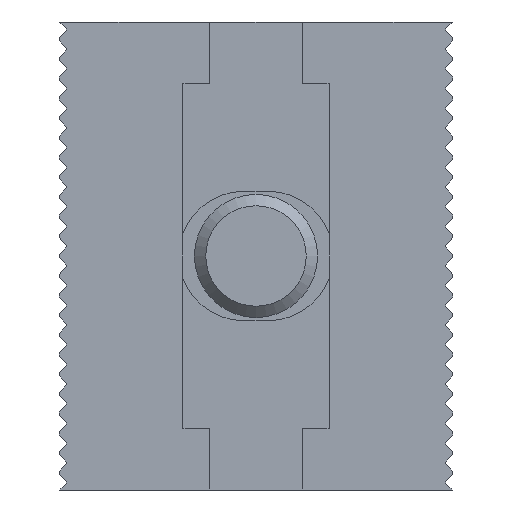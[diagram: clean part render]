
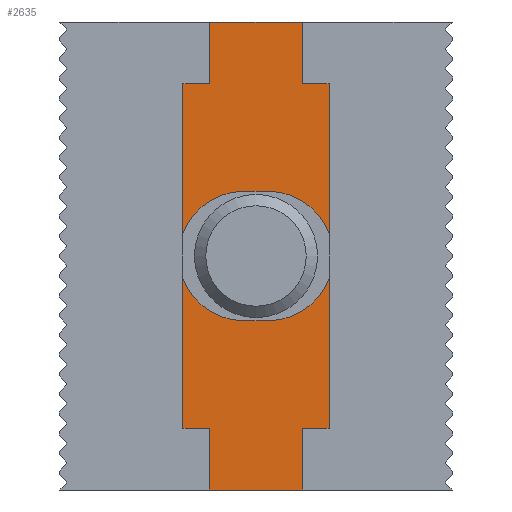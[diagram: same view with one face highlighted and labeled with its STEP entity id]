
A CAD part, front view. The second image highlights one B-rep face of the part: STEP entity #2635.
In plain terms, the highlighted planar face has unit normal (0, -1, 0).
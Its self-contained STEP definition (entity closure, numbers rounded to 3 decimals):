
#2635 = ADVANCED_FACE( '', ( #6014, #6015 ), #6016, .F. );
#6014 = FACE_BOUND( '', #10176, .T. );
#6015 = FACE_OUTER_BOUND( '', #10177, .T. );
#6016 = PLANE( '', #10178 );
#10176 = EDGE_LOOP( '', ( #18352, #18353, #18354, #18355 ) );
#10177 = EDGE_LOOP( '', ( #18356, #18357, #18358, #18359, #18360, #18361, #18362, #18363, #18364, #18365, #18366, #18367 ) );
#10178 = AXIS2_PLACEMENT_3D( '', #18368, #18369, #18370 );
#18352 = ORIENTED_EDGE( '', *, *, #28063, .T. );
#18353 = ORIENTED_EDGE( '', *, *, #29443, .T. );
#18354 = ORIENTED_EDGE( '', *, *, #26846, .T. );
#18355 = ORIENTED_EDGE( '', *, *, #29444, .T. );
#18356 = ORIENTED_EDGE( '', *, *, #29445, .T. );
#18357 = ORIENTED_EDGE( '', *, *, #27172, .F. );
#18358 = ORIENTED_EDGE( '', *, *, #29446, .T. );
#18359 = ORIENTED_EDGE( '', *, *, #29447, .T. );
#18360 = ORIENTED_EDGE( '', *, *, #29448, .T. );
#18361 = ORIENTED_EDGE( '', *, *, #29449, .F. );
#18362 = ORIENTED_EDGE( '', *, *, #29450, .F. );
#18363 = ORIENTED_EDGE( '', *, *, #29451, .F. );
#18364 = ORIENTED_EDGE( '', *, *, #29452, .F. );
#18365 = ORIENTED_EDGE( '', *, *, #27947, .T. );
#18366 = ORIENTED_EDGE( '', *, *, #29453, .F. );
#18367 = ORIENTED_EDGE( '', *, *, #26760, .T. );
#18368 = CARTESIAN_POINT( '', ( -8.44, 0., 19. ) );
#18369 = DIRECTION( '', ( 0., 1., 0. ) );
#18370 = DIRECTION( '', ( 0., 0., 1. ) );
#26760 = EDGE_CURVE( '', #32632, #32630, #32633, .T. );
#26846 = EDGE_CURVE( '', #32772, #32776, #32778, .T. );
#27172 = EDGE_CURVE( '', #33377, #33379, #33380, .T. );
#27947 = EDGE_CURVE( '', #34685, #34682, #34686, .T. );
#28063 = EDGE_CURVE( '', #34866, #34870, #34872, .T. );
#29443 = EDGE_CURVE( '', #34870, #32772, #37010, .T. );
#29444 = EDGE_CURVE( '', #32776, #34866, #37011, .T. );
#29445 = EDGE_CURVE( '', #32630, #33379, #37012, .T. );
#29446 = EDGE_CURVE( '', #33377, #37013, #37014, .T. );
#29447 = EDGE_CURVE( '', #37013, #37015, #37016, .T. );
#29448 = EDGE_CURVE( '', #37015, #37017, #37018, .T. );
#29449 = EDGE_CURVE( '', #37019, #37017, #37020, .T. );
#29450 = EDGE_CURVE( '', #37021, #37019, #37022, .T. );
#29451 = EDGE_CURVE( '', #37023, #37021, #37024, .T. );
#29452 = EDGE_CURVE( '', #34685, #37023, #37025, .T. );
#29453 = EDGE_CURVE( '', #32632, #34682, #37026, .T. );
#32630 = VERTEX_POINT( '', #41189 );
#32632 = VERTEX_POINT( '', #41192 );
#32633 = LINE( '', #41193, #41194 );
#32772 = VERTEX_POINT( '', #41394 );
#32776 = VERTEX_POINT( '', #41400 );
#32778 = LINE( '', #41403, #41404 );
#33377 = VERTEX_POINT( '', #42294 );
#33379 = VERTEX_POINT( '', #42297 );
#33380 = LINE( '', #42298, #42299 );
#34682 = VERTEX_POINT( '', #44223 );
#34685 = VERTEX_POINT( '', #44227 );
#34686 = LINE( '', #44228, #44229 );
#34866 = VERTEX_POINT( '', #44493 );
#34870 = VERTEX_POINT( '', #44499 );
#34872 = LINE( '', #44502, #44503 );
#37010 = CIRCLE( '', #47763, 5.25 );
#37011 = CIRCLE( '', #47764, 5.25 );
#37012 = LINE( '', #47765, #47766 );
#37013 = VERTEX_POINT( '', #47767 );
#37014 = LINE( '', #47768, #47769 );
#37015 = VERTEX_POINT( '', #47770 );
#37016 = LINE( '', #47771, #47772 );
#37017 = VERTEX_POINT( '', #47773 );
#37018 = LINE( '', #47774, #47775 );
#37019 = VERTEX_POINT( '', #47776 );
#37020 = LINE( '', #47777, #47778 );
#37021 = VERTEX_POINT( '', #47779 );
#37022 = LINE( '', #47780, #47781 );
#37023 = VERTEX_POINT( '', #47782 );
#37024 = LINE( '', #47783, #47784 );
#37025 = LINE( '', #47785, #47786 );
#37026 = LINE( '', #47787, #47788 );
#41189 = CARTESIAN_POINT( '', ( -8.44, 0., -14. ) );
#41192 = CARTESIAN_POINT( '', ( -8.44, 0., 14. ) );
#41193 = CARTESIAN_POINT( '', ( -8.44, 0., 19. ) );
#41194 = VECTOR( '', #52160, 1000. );
#41394 = CARTESIAN_POINT( '', ( -1., 0., 5.25 ) );
#41400 = CARTESIAN_POINT( '', ( 1., 0., 5.25 ) );
#41403 = CARTESIAN_POINT( '', ( -1., 0., 5.25 ) );
#41404 = VECTOR( '', #52231, 1000. );
#42294 = CARTESIAN_POINT( '', ( -6.099, 0., -19. ) );
#42297 = CARTESIAN_POINT( '', ( -6.099, 0., -14. ) );
#42298 = CARTESIAN_POINT( '', ( -6.099, 0., -19. ) );
#42299 = VECTOR( '', #52530, 1000. );
#44223 = CARTESIAN_POINT( '', ( -6.099, 0., 14. ) );
#44227 = CARTESIAN_POINT( '', ( -6.099, 0., 19. ) );
#44228 = CARTESIAN_POINT( '', ( -6.099, 0., 19. ) );
#44229 = VECTOR( '', #53178, 1000. );
#44493 = CARTESIAN_POINT( '', ( 1., 0., -5.25 ) );
#44499 = CARTESIAN_POINT( '', ( -1., 0., -5.25 ) );
#44502 = CARTESIAN_POINT( '', ( 1., 0., -5.25 ) );
#44503 = VECTOR( '', #53269, 1000. );
#47763 = AXIS2_PLACEMENT_3D( '', #54413, #54414, #54415 );
#47764 = AXIS2_PLACEMENT_3D( '', #54416, #54417, #54418 );
#47765 = CARTESIAN_POINT( '', ( -13.9, 0., -14. ) );
#47766 = VECTOR( '', #54419, 1000. );
#47767 = CARTESIAN_POINT( '', ( 6.099, 0., -19. ) );
#47768 = CARTESIAN_POINT( '', ( -8.44, 0., -19. ) );
#47769 = VECTOR( '', #54420, 1000. );
#47770 = CARTESIAN_POINT( '', ( 6.099, 0., -14. ) );
#47771 = CARTESIAN_POINT( '', ( 6.099, 0., -19. ) );
#47772 = VECTOR( '', #54421, 1000. );
#47773 = CARTESIAN_POINT( '', ( 8.44, 0., -14. ) );
#47774 = CARTESIAN_POINT( '', ( 6.099, 0., -14. ) );
#47775 = VECTOR( '', #54422, 1000. );
#47776 = CARTESIAN_POINT( '', ( 8.44, 0., 14. ) );
#47777 = CARTESIAN_POINT( '', ( 8.44, 0., 19. ) );
#47778 = VECTOR( '', #54423, 1000. );
#47779 = CARTESIAN_POINT( '', ( 6.099, 0., 14. ) );
#47780 = CARTESIAN_POINT( '', ( 6.099, 0., 14. ) );
#47781 = VECTOR( '', #54424, 1000. );
#47782 = CARTESIAN_POINT( '', ( 6.099, 0., 19. ) );
#47783 = CARTESIAN_POINT( '', ( 6.099, 0., 19. ) );
#47784 = VECTOR( '', #54425, 1000. );
#47785 = CARTESIAN_POINT( '', ( -8.44, 0., 19. ) );
#47786 = VECTOR( '', #54426, 1000. );
#47787 = CARTESIAN_POINT( '', ( -13.9, 0., 14. ) );
#47788 = VECTOR( '', #54427, 1000. );
#52160 = DIRECTION( '', ( 0., 0., -1. ) );
#52231 = DIRECTION( '', ( 1., 0., 0. ) );
#52530 = DIRECTION( '', ( 0., 0., 1. ) );
#53178 = DIRECTION( '', ( 0., 0., -1. ) );
#53269 = DIRECTION( '', ( -1., 0., 0. ) );
#54413 = CARTESIAN_POINT( '', ( -1., 0., 0. ) );
#54414 = DIRECTION( '', ( 0., 1., 0. ) );
#54415 = DIRECTION( '', ( 1., 0., 0. ) );
#54416 = CARTESIAN_POINT( '', ( 1., 0., 0. ) );
#54417 = DIRECTION( '', ( 0., 1., 0. ) );
#54418 = DIRECTION( '', ( 1., 0., 0. ) );
#54419 = DIRECTION( '', ( 1., 0., 0. ) );
#54420 = DIRECTION( '', ( 1., 0., 0. ) );
#54421 = DIRECTION( '', ( 0., 0., 1. ) );
#54422 = DIRECTION( '', ( 1., 0., 0. ) );
#54423 = DIRECTION( '', ( 0., 0., -1. ) );
#54424 = DIRECTION( '', ( 1., 0., 0. ) );
#54425 = DIRECTION( '', ( 0., 0., -1. ) );
#54426 = DIRECTION( '', ( 1., 0., 0. ) );
#54427 = DIRECTION( '', ( 1., 0., 0. ) );
